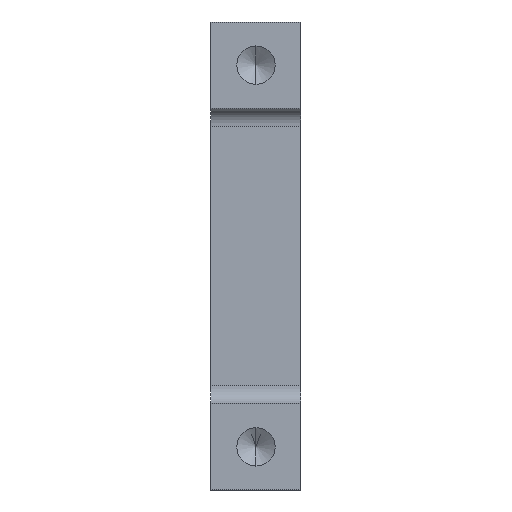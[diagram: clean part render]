
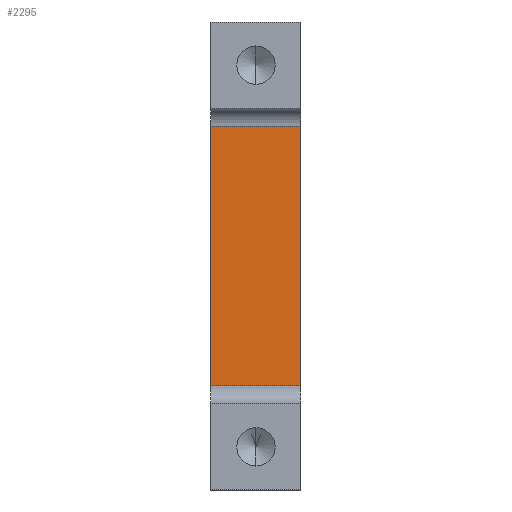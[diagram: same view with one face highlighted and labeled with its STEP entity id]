
A CAD part, left-side view. The second image highlights one B-rep face of the part: STEP entity #2295.
In plain terms, the highlighted planar face has unit normal (-1, 0, 0).
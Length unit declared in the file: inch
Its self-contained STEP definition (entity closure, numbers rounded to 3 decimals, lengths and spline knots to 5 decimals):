
#89 = CARTESIAN_POINT ( 'NONE',  ( -0.5475, 0., 0.36 ) ) ;
#96 = EDGE_CURVE ( 'NONE', #984, #1785, #692, .T. ) ;
#194 = CARTESIAN_POINT ( 'NONE',  ( -0.5475, 0.25, -0.36 ) ) ;
#227 = ORIENTED_EDGE ( 'NONE', *, *, #96, .T. ) ;
#471 = DIRECTION ( 'NONE',  ( 0., 0., 1. ) ) ;
#490 = AXIS2_PLACEMENT_3D ( 'NONE', #966, #1667, #624 ) ;
#606 = CARTESIAN_POINT ( 'NONE',  ( -0.5475, 0.25, 0.36 ) ) ;
#624 = DIRECTION ( 'NONE',  ( 0., 0., -1. ) ) ;
#652 = CARTESIAN_POINT ( 'NONE',  ( -0.5475, 0.25, -0.41 ) ) ;
#662 = DIRECTION ( 'NONE',  ( 0., 1., 0. ) ) ;
#692 = LINE ( 'NONE', #1250, #720 ) ;
#720 = VECTOR ( 'NONE', #958, 39.37008 ) ;
#737 = CARTESIAN_POINT ( 'NONE',  ( -0.5475, 0., -0.36 ) ) ;
#811 = VECTOR ( 'NONE', #662, 39.37008 ) ;
#863 = EDGE_LOOP ( 'NONE', ( #227, #1006, #1286, #1905 ) ) ;
#958 = DIRECTION ( 'NONE',  ( 0., 0., 1. ) ) ;
#966 = CARTESIAN_POINT ( 'NONE',  ( -0.5475, 0.25, -0.41 ) ) ;
#984 = VERTEX_POINT ( 'NONE', #1990 ) ;
#992 = LINE ( 'NONE', #606, #811 ) ;
#1006 = ORIENTED_EDGE ( 'NONE', *, *, #1340, .T. ) ;
#1103 = CARTESIAN_POINT ( 'NONE',  ( -0.5475, 0.25, 0.36 ) ) ;
#1147 = PLANE ( 'NONE',  #490 ) ;
#1165 = FACE_OUTER_BOUND ( 'NONE', #863, .T. ) ;
#1250 = CARTESIAN_POINT ( 'NONE',  ( -0.5475, 0., -0.41 ) ) ;
#1286 = ORIENTED_EDGE ( 'NONE', *, *, #2169, .F. ) ;
#1321 = VERTEX_POINT ( 'NONE', #1103 ) ;
#1323 = LINE ( 'NONE', #737, #2316 ) ;
#1340 = EDGE_CURVE ( 'NONE', #1785, #1321, #992, .T. ) ;
#1441 = EDGE_CURVE ( 'NONE', #1576, #984, #1323, .T. ) ;
#1576 = VERTEX_POINT ( 'NONE', #194 ) ;
#1667 = DIRECTION ( 'NONE',  ( 1., 0., 0. ) ) ;
#1785 = VERTEX_POINT ( 'NONE', #89 ) ;
#1905 = ORIENTED_EDGE ( 'NONE', *, *, #1441, .T. ) ;
#1990 = CARTESIAN_POINT ( 'NONE',  ( -0.5475, 0., -0.36 ) ) ;
#2002 = DIRECTION ( 'NONE',  ( 0., -1., 0. ) ) ;
#2169 = EDGE_CURVE ( 'NONE', #1576, #1321, #2256, .T. ) ;
#2201 = VECTOR ( 'NONE', #471, 39.37008 ) ;
#2256 = LINE ( 'NONE', #652, #2201 ) ;
#2295 = ADVANCED_FACE ( 'NONE', ( #1165 ), #1147, .F. ) ;
#2316 = VECTOR ( 'NONE', #2002, 39.37008 ) ;
